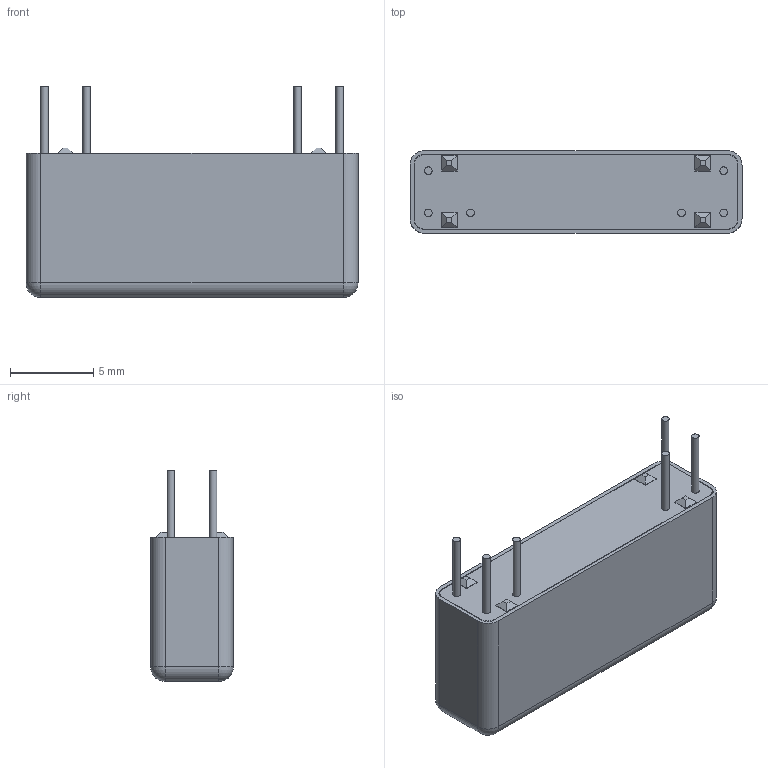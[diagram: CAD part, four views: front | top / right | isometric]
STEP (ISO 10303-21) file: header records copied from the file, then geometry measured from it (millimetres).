
FILE_DESCRIPTION((''),'2;1');
FILE_NAME('2377-XX-020 (A).stp','2013-06-06T16:33:52',('odafonseca'),(''),'Autodesk Inventor 2013','Autodesk Inventor 2013','');
FILE_SCHEMA(('AUTOMOTIVE_DESIGN { 1 0 10303 214 1 1 1 1 }'));
Length unit declared in the file: inch
Products named in the file (1): 2377-XX-020 (A)
Bounding box: 19.99 x 4.98 x 12.7 mm (x, y, z)
Volume: 853.9 mm3; surface area: 1579 mm2
Topology: 2 solids, 2 shells, 381 faces, 986 edges, 636 vertices
Faces by surface type: plane 194, bspline 149, cylinder 30, sphere 8
Full cylindrical faces by diameter (mm): 0.457 x6
Entity records: 12776 total; most frequent: CARTESIAN_POINT 4089, ORIENTED_EDGE 1944, DIRECTION 1212, EDGE_CURVE 972, VERTEX_POINT 636, VECTOR 610, LINE 610, EDGE_LOOP 422
